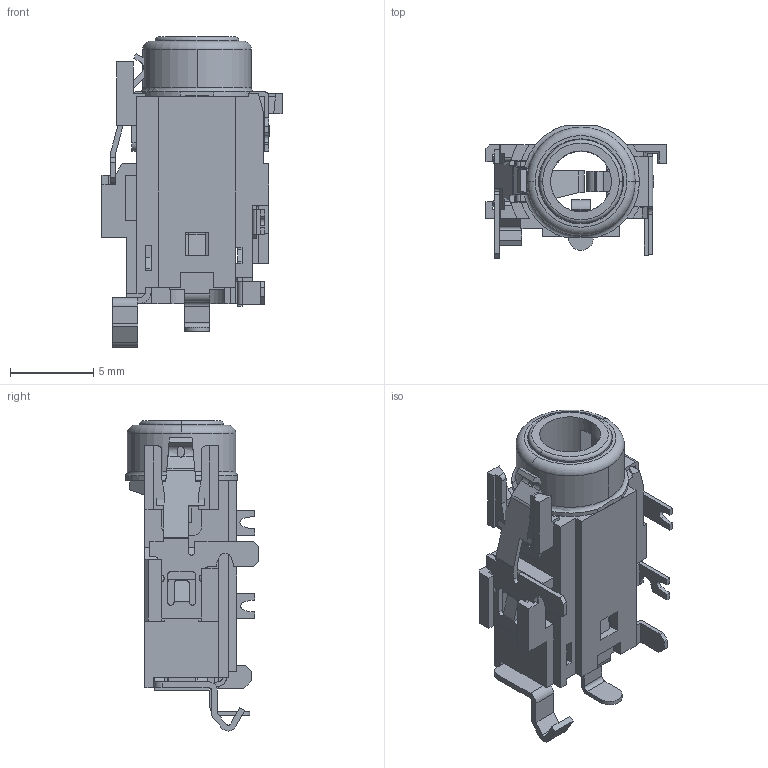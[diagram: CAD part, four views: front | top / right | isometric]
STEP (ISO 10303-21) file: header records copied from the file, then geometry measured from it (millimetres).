
FILE_DESCRIPTION (( 'STEP AP203' ), '1' );
FILE_NAME ('54-00032_revA3.STEP', '2020-09-24T18:35:11', ( '' ), ( '' ), 'SwSTEP 2.0', 'SolidWorks 2015', '' );
FILE_SCHEMA (( 'CONFIG_CONTROL_DESIGN' ));
Length unit declared in the file: inch
Products named in the file (9): 54-00032_c5; 54-00032_c7; 54-00032_c2; 54-00032_c4; 54-00032_insulator; 54-00032_c6; 54-00032_revA3; 54-00032_c3; 54-00032_c1
Assembly tree (8 placements, depth 2):
  54-00032_revA3
    54-00032_insulator
    54-00032_c1
    54-00032_c2
    54-00032_c3
    54-00032_c4
    54-00032_c5
    54-00032_c6
    54-00032_c7
Bounding box: 10.8 x 7.95 x 18.6 mm (x, y, z)
Volume: 375.2 mm3; surface area: 1529.1 mm2
Topology: 8 solids, 8 shells, 613 faces, 1742 edges, 1144 vertices
Faces by surface type: plane 446, cylinder 139, sphere 14, torus 10, cone 2, bspline 2
Entity records: 21466 total; most frequent: CARTESIAN_POINT 5007, ORIENTED_EDGE 3484, DIRECTION 2873, EDGE_CURVE 1742, VERTEX_POINT 1144, LINE 1123, VECTOR 1123, AXIS2_PLACEMENT_3D 875
